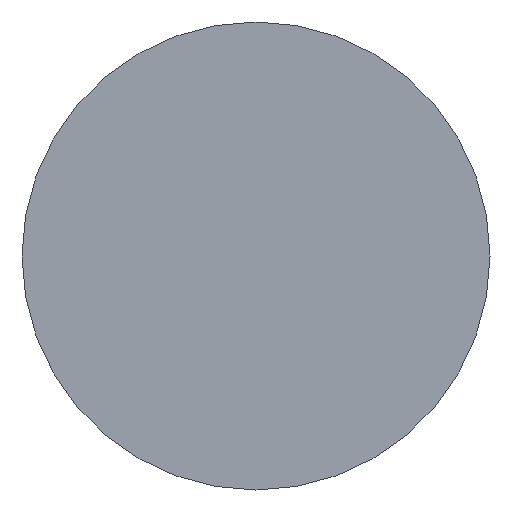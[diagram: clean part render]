
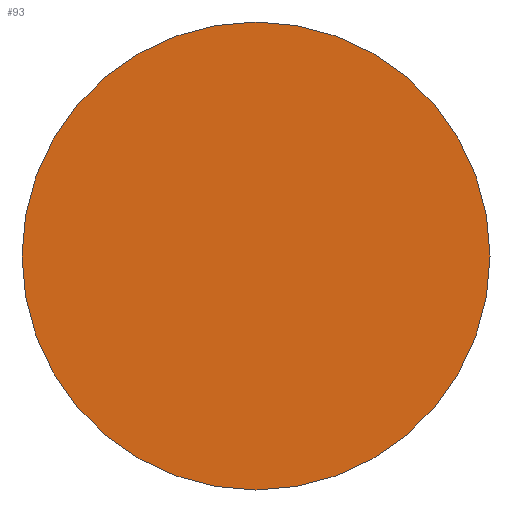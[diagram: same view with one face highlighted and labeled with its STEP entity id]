
A CAD part, left-side view. The second image highlights one B-rep face of the part: STEP entity #93.
In plain terms, the highlighted planar face has unit normal (-1, 0, 0).
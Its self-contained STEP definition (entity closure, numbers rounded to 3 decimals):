
#1 = DIRECTION ( 'NONE',  ( 1., 0., 0. ) ) ;
#8 = VERTEX_POINT ( 'NONE', #162 ) ;
#24 = ORIENTED_EDGE ( 'NONE', *, *, #90, .T. ) ;
#30 = PLANE ( 'NONE',  #147 ) ;
#43 = CARTESIAN_POINT ( 'NONE',  ( 0., 0., -3. ) ) ;
#73 = AXIS2_PLACEMENT_3D ( 'NONE', #150, #112, #107 ) ;
#78 = DIRECTION ( 'NONE',  ( -1., 0., 0. ) ) ;
#83 = DIRECTION ( 'NONE',  ( 0., 0., -1. ) ) ;
#90 = EDGE_CURVE ( 'NONE', #114, #8, #160, .T. ) ;
#92 = DIRECTION ( 'NONE',  ( 0., 0., 1. ) ) ;
#93 = ADVANCED_FACE ( 'NONE', ( #109 ), #30, .F. ) ;
#107 = DIRECTION ( 'NONE',  ( 0., 0., 1. ) ) ;
#108 = EDGE_CURVE ( 'NONE', #8, #114, #166, .T. ) ;
#109 = FACE_OUTER_BOUND ( 'NONE', #142, .T. ) ;
#112 = DIRECTION ( 'NONE',  ( -1., 0., 0. ) ) ;
#114 = VERTEX_POINT ( 'NONE', #43 ) ;
#128 = AXIS2_PLACEMENT_3D ( 'NONE', #161, #78, #92 ) ;
#131 = ORIENTED_EDGE ( 'NONE', *, *, #108, .T. ) ;
#142 = EDGE_LOOP ( 'NONE', ( #131, #24 ) ) ;
#147 = AXIS2_PLACEMENT_3D ( 'NONE', #174, #1, #83 ) ;
#150 = CARTESIAN_POINT ( 'NONE',  ( 0., 0., 0. ) ) ;
#160 = CIRCLE ( 'NONE', #128, 3. ) ;
#161 = CARTESIAN_POINT ( 'NONE',  ( 0., 0., 0. ) ) ;
#162 = CARTESIAN_POINT ( 'NONE',  ( 0., 0., 3. ) ) ;
#166 = CIRCLE ( 'NONE', #73, 3. ) ;
#174 = CARTESIAN_POINT ( 'NONE',  ( 0., 3., 0. ) ) ;
